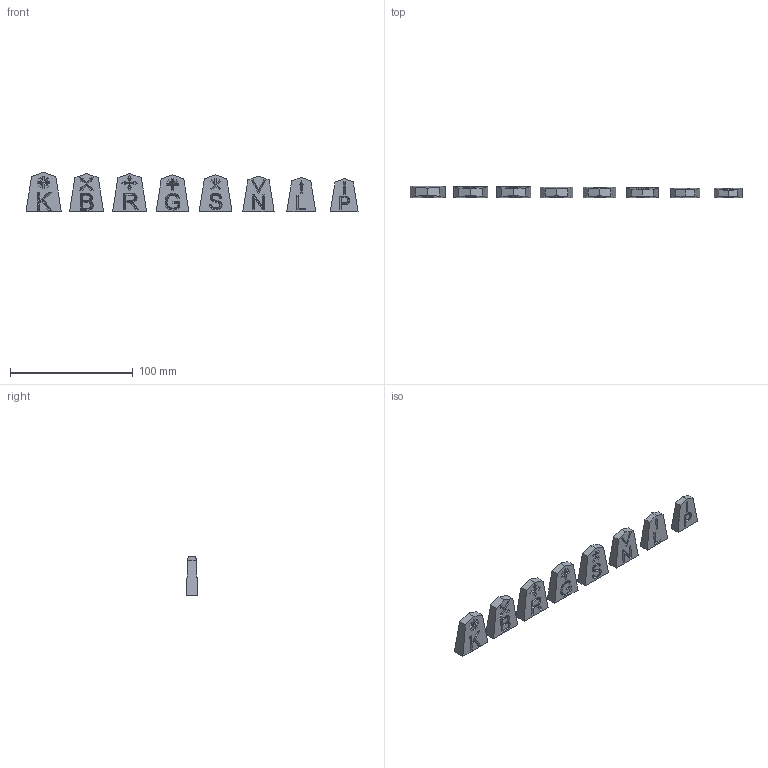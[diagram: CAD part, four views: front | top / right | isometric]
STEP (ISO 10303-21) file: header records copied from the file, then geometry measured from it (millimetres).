
FILE_DESCRIPTION(/* description */ (''),/* implementation_level */ '2;1');
FILE_NAME(/* name */ 'shogi v6.step',/* time_stamp */ '2022-02-03T05:55:21+00:00',/* author */ (''),/* organization */ (''),/* preprocessor_version */ 'ST-DEVELOPER v18.1',/* originating_system */ 'Autodesk Translation Framework v10.13.0.1454',/* authorisation */ '');
FILE_SCHEMA (('AUTOMOTIVE_DESIGN { 1 0 10303 214 3 1 1 }'));
Length unit declared in the file: millimetre
Products named in the file (1): shogi
Bounding box: 269.96 x 9.69 x 32.23 mm (x, y, z)
Volume: 35622.5 mm3; surface area: 16647.8 mm2
Topology: 8 solids, 8 shells, 655 faces, 1809 edges, 1204 vertices
Faces by surface type: plane 468, bspline 185, cone 2
Entity records: 27072 total; most frequent: CARTESIAN_POINT 12015, ORIENTED_EDGE 3614, DIRECTION 2174, EDGE_CURVE 1807, LINE 1228, VECTOR 1228, VERTEX_POINT 1204, EDGE_LOOP 691
